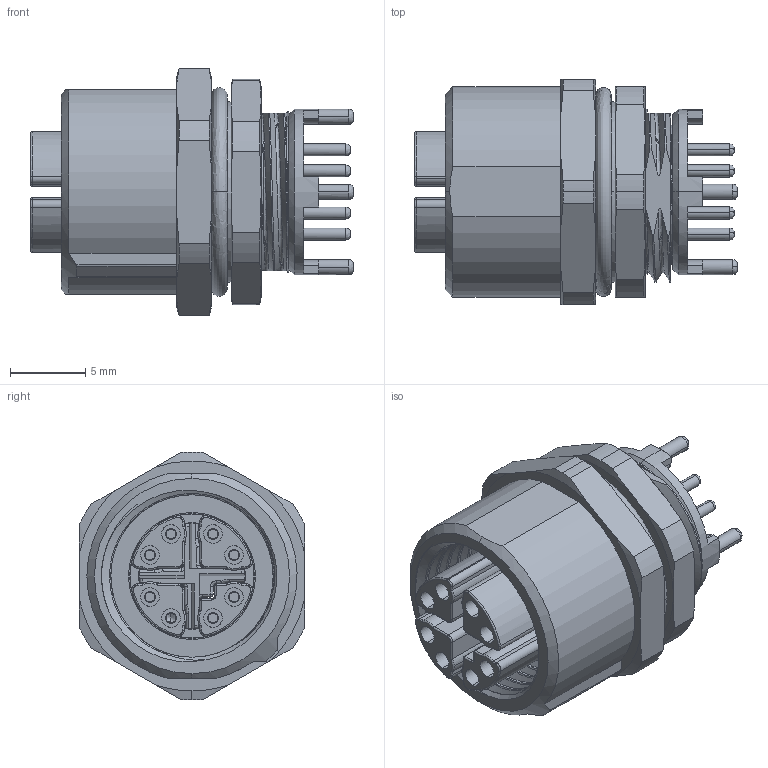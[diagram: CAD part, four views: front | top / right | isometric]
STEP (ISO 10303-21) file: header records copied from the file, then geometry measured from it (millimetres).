
FILE_DESCRIPTION (( 'STEP AP214' ), '1' );
FILE_NAME ('M12PCB-8XF-R_3D.step', '2025-07-29T18:44:23', ( '' ), ( '' ), 'SwSTEP 2.0', 'SolidWorks 2022', '' );
FILE_SCHEMA (( 'AUTOMOTIVE_DESIGN' ));
Length unit declared in the file: inch
Products named in the file (3): MSXS-08PFFP-SH7003-IGS2; M12PCB-8XF-R_3D; MSXS-08PFFP-SH7003-IGS1
Assembly tree (2 placements, depth 2):
  M12PCB-8XF-R_3D
    MSXS-08PFFP-SH7003-IGS1
    MSXS-08PFFP-SH7003-IGS2
Bounding box: 21.5 x 15 x 16.5 mm (x, y, z)
Volume: 35 mm3; surface area: 3862.1 mm2
Topology: 1 solids, 2 shells, 853 faces, 2530 edges, 1652 vertices
Faces by surface type: cylinder 330, plane 312, bspline 140, cone 71
Entity records: 47994 total; most frequent: CARTESIAN_POINT 19482, ORIENTED_EDGE 5045, DIRECTION 3175, EDGE_CURVE 2525, VERTEX_POINT 1652, AXIS2_PLACEMENT_3D 1108, B_SPLINE_CURVE_WITH_KNOTS 1091, VECTOR 959
